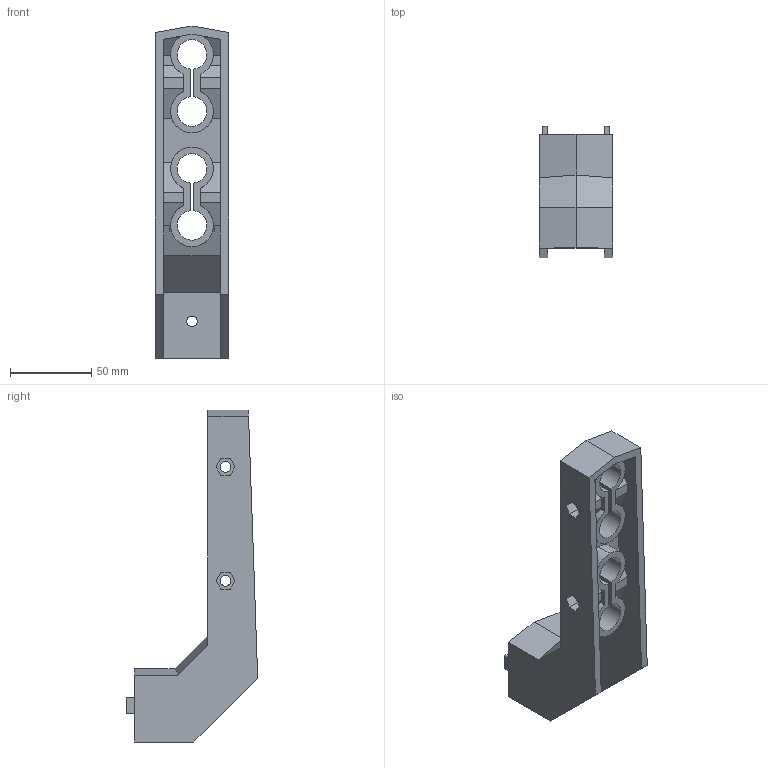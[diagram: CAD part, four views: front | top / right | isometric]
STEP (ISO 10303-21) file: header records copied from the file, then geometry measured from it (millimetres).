
FILE_DESCRIPTION(('STEP AP214'),'1');
FILE_NAME('cctmp_64269086-2074-4B8C-8AA7-24E5153B8F4F_2020_1_16_6_35_38_71..stp','2020-01-16T05:35:38',('Bosch Rexroth AG'),('CADClick - www.CADClick.com'),'Spatial InterOp 3D',' ','unknown authorization - (Healing Option Enabled)');
FILE_SCHEMA(('AUTOMOTIVE_DESIGN'));
Length unit declared in the file: millimetre
Products named in the file (1): 2020_01_16__06-35-38-071
Bounding box: 45 x 80.76 x 204 mm (x, y, z)
Volume: 141912.4 mm3; surface area: 54671.2 mm2
Topology: 1 solids, 1 shells, 128 faces, 360 edges, 240 vertices
Faces by surface type: plane 94, cylinder 34
Entity records: 5205 total; most frequent: CARTESIAN_POINT 729, ORIENTED_EDGE 720, DIRECTION 703, EDGE_CURVE 360, LINE 275, VECTOR 275, VERTEX_POINT 240, AXIS2_PLACEMENT_3D 214
